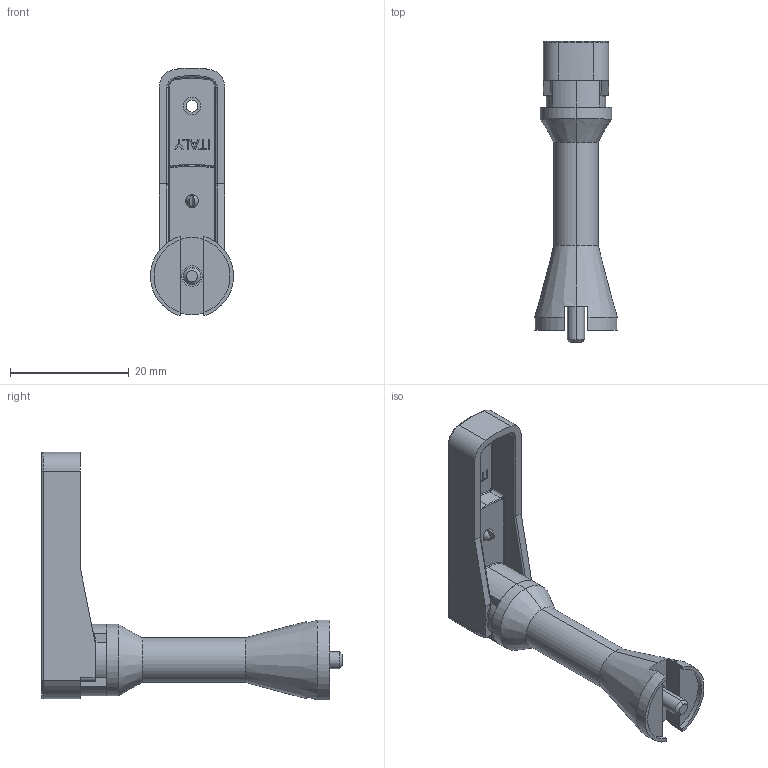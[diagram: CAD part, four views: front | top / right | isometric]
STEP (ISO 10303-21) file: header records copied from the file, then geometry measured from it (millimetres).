
FILE_DESCRIPTION (( 'STEP AP214' ), '1' );
FILE_NAME ('0691500001.step', '2012-10-02T16:36:51', ( '' ), ( '' ), 'SwSTEP 2.0', 'SolidWorks 2012', '' );
FILE_SCHEMA (( 'AUTOMOTIVE_DESIGN' ));
Length unit declared in the file: millimetre
Products named in the file (1): 0691500001
Bounding box: 13.95 x 50.6 x 41.71 mm (x, y, z)
Volume: 4863.9 mm3; surface area: 4615.5 mm2
Topology: 5 solids, 5 shells, 511 faces, 1309 edges, 847 vertices
Faces by surface type: plane 296, cylinder 112, torus 47, bspline 35, cone 19, sphere 2
Entity records: 22541 total; most frequent: CARTESIAN_POINT 4633, ORIENTED_EDGE 2614, DIRECTION 2451, EDGE_CURVE 1307, VERTEX_POINT 847, VECTOR 845, LINE 845, AXIS2_PLACEMENT_3D 803
